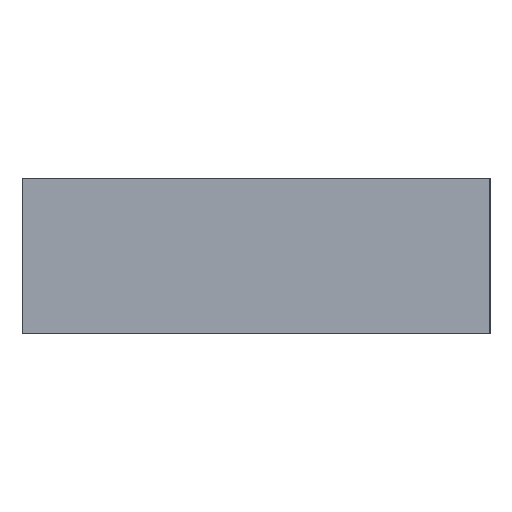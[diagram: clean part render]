
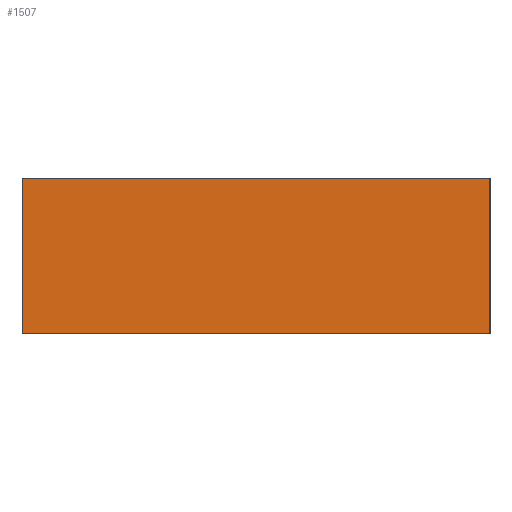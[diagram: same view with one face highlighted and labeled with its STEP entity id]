
A CAD part, left-side view. The second image highlights one B-rep face of the part: STEP entity #1507.
In plain terms, the highlighted planar face has unit normal (-1, 0, 0).
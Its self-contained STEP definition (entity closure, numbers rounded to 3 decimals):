
#8 = ORIENTED_EDGE ( 'NONE', *, *, #2237, .F. ) ;
#25 = LINE ( 'NONE', #699, #1049 ) ;
#102 = LINE ( 'NONE', #1164, #1665 ) ;
#199 = EDGE_CURVE ( 'NONE', #1104, #2028, #102, .T. ) ;
#247 = VECTOR ( 'NONE', #1430, 1000. ) ;
#480 = CARTESIAN_POINT ( 'NONE',  ( 0., 6., 0. ) ) ;
#515 = LINE ( 'NONE', #1448, #247 ) ;
#684 = VERTEX_POINT ( 'NONE', #2466 ) ;
#693 = EDGE_LOOP ( 'NONE', ( #1320, #8, #875, #1843 ) ) ;
#699 = CARTESIAN_POINT ( 'NONE',  ( 0., 0., 2. ) ) ;
#732 = DIRECTION ( 'NONE',  ( 0., 0., -1. ) ) ;
#828 = EDGE_CURVE ( 'NONE', #2028, #684, #515, .T. ) ;
#875 = ORIENTED_EDGE ( 'NONE', *, *, #1518, .F. ) ;
#990 = LINE ( 'NONE', #1271, #2636 ) ;
#1049 = VECTOR ( 'NONE', #732, 1000. ) ;
#1104 = VERTEX_POINT ( 'NONE', #1899 ) ;
#1164 = CARTESIAN_POINT ( 'NONE',  ( 0., 6., 2. ) ) ;
#1184 = DIRECTION ( 'NONE',  ( 0., 0., -1. ) ) ;
#1267 = AXIS2_PLACEMENT_3D ( 'NONE', #1364, #1311, #1301 ) ;
#1271 = CARTESIAN_POINT ( 'NONE',  ( 0., 0., 2. ) ) ;
#1280 = DIRECTION ( 'NONE',  ( 0., -1., 0. ) ) ;
#1301 = DIRECTION ( 'NONE',  ( 0., 0., -1. ) ) ;
#1311 = DIRECTION ( 'NONE',  ( 1., 0., 0. ) ) ;
#1320 = ORIENTED_EDGE ( 'NONE', *, *, #828, .T. ) ;
#1325 = CARTESIAN_POINT ( 'NONE',  ( 0., 0., 2. ) ) ;
#1345 = PLANE ( 'NONE',  #1267 ) ;
#1364 = CARTESIAN_POINT ( 'NONE',  ( 0., 0., 2. ) ) ;
#1430 = DIRECTION ( 'NONE',  ( 0., -1., 0. ) ) ;
#1448 = CARTESIAN_POINT ( 'NONE',  ( 0., 0., 0. ) ) ;
#1507 = ADVANCED_FACE ( 'NONE', ( #2013 ), #1345, .F. ) ;
#1508 = VERTEX_POINT ( 'NONE', #1325 ) ;
#1518 = EDGE_CURVE ( 'NONE', #1104, #1508, #990, .T. ) ;
#1665 = VECTOR ( 'NONE', #1184, 1000. ) ;
#1843 = ORIENTED_EDGE ( 'NONE', *, *, #199, .T. ) ;
#1899 = CARTESIAN_POINT ( 'NONE',  ( 0., 6., 2. ) ) ;
#2013 = FACE_OUTER_BOUND ( 'NONE', #693, .T. ) ;
#2028 = VERTEX_POINT ( 'NONE', #480 ) ;
#2237 = EDGE_CURVE ( 'NONE', #1508, #684, #25, .T. ) ;
#2466 = CARTESIAN_POINT ( 'NONE',  ( 0., 0., 0. ) ) ;
#2636 = VECTOR ( 'NONE', #1280, 1000. ) ;
